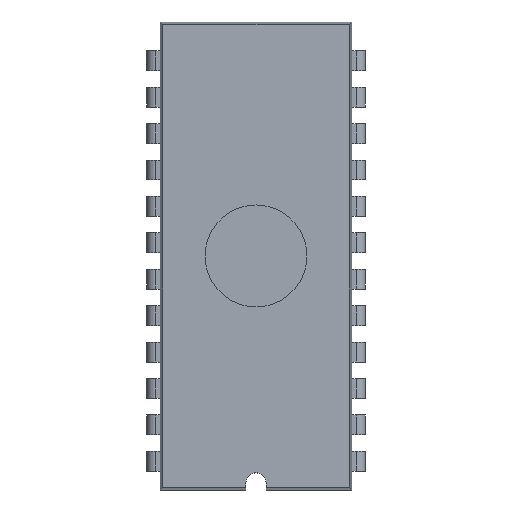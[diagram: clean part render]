
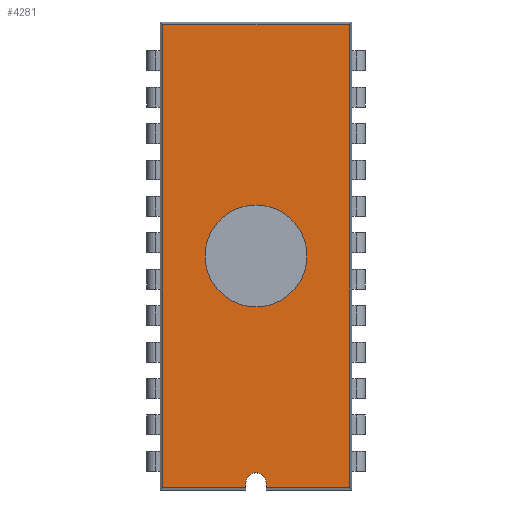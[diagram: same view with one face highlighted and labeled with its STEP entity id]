
A CAD part, top view. The second image highlights one B-rep face of the part: STEP entity #4281.
In plain terms, the highlighted planar face has unit normal (0, 0, 1).
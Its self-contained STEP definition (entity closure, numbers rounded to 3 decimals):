
#35 = DIRECTION ( 'NONE',  ( 0., 0., -1. ) ) ;
#89 = CARTESIAN_POINT ( 'NONE',  ( 0.7, -16.14, 5.72 ) ) ;
#117 = VECTOR ( 'NONE', #9740, 1000. ) ;
#327 = FACE_OUTER_BOUND ( 'NONE', #11297, .T. ) ;
#392 = DIRECTION ( 'NONE',  ( 0., -1., 0. ) ) ;
#398 = VERTEX_POINT ( 'NONE', #7179 ) ;
#464 = CARTESIAN_POINT ( 'NONE',  ( 6.5, 16.32, 5.72 ) ) ;
#473 = VECTOR ( 'NONE', #11571, 1000. ) ;
#547 = CARTESIAN_POINT ( 'NONE',  ( -6.5, -16.14, 5.72 ) ) ;
#786 = DIRECTION ( 'NONE',  ( 1., 0., 0. ) ) ;
#1077 = LINE ( 'NONE', #4685, #5943 ) ;
#1129 = VERTEX_POINT ( 'NONE', #3481 ) ;
#1149 = VERTEX_POINT ( 'NONE', #11248 ) ;
#1245 = ORIENTED_EDGE ( 'NONE', *, *, #11449, .F. ) ;
#1535 = VERTEX_POINT ( 'NONE', #4100 ) ;
#1557 = LINE ( 'NONE', #464, #3723 ) ;
#1669 = DIRECTION ( 'NONE',  ( 0., 0., 1. ) ) ;
#1680 = CARTESIAN_POINT ( 'NONE',  ( 0., 0., 5.72 ) ) ;
#2145 = FACE_BOUND ( 'NONE', #2309, .T. ) ;
#2309 = EDGE_LOOP ( 'NONE', ( #5359, #5809 ) ) ;
#2576 = DIRECTION ( 'NONE',  ( 0., 0., 1. ) ) ;
#2741 = CIRCLE ( 'NONE', #11102, 0.7 ) ;
#2760 = VECTOR ( 'NONE', #12003, 1000. ) ;
#3009 = VECTOR ( 'NONE', #7602, 1000. ) ;
#3163 = AXIS2_PLACEMENT_3D ( 'NONE', #4102, #10951, #11847 ) ;
#3244 = LINE ( 'NONE', #10359, #6745 ) ;
#3290 = EDGE_CURVE ( 'NONE', #398, #4893, #10458, .T. ) ;
#3481 = CARTESIAN_POINT ( 'NONE',  ( -0.7, -16.14, 5.72 ) ) ;
#3527 = EDGE_CURVE ( 'NONE', #6815, #1535, #1557, .T. ) ;
#3723 = VECTOR ( 'NONE', #392, 1000. ) ;
#3969 = AXIS2_PLACEMENT_3D ( 'NONE', #1680, #2576, #6460 ) ;
#3992 = VERTEX_POINT ( 'NONE', #89 ) ;
#4100 = CARTESIAN_POINT ( 'NONE',  ( 6.5, -16.14, 5.72 ) ) ;
#4102 = CARTESIAN_POINT ( 'NONE',  ( 0., 0., 5.72 ) ) ;
#4281 = ADVANCED_FACE ( 'NONE', ( #2145, #327 ), #8943, .T. ) ;
#4531 = CARTESIAN_POINT ( 'NONE',  ( -0.7, -15.82, 5.72 ) ) ;
#4685 = CARTESIAN_POINT ( 'NONE',  ( -0.7, -16.32, 5.72 ) ) ;
#4737 = EDGE_CURVE ( 'NONE', #8315, #1129, #12229, .T. ) ;
#4744 = VERTEX_POINT ( 'NONE', #6547 ) ;
#4893 = VERTEX_POINT ( 'NONE', #10645 ) ;
#4930 = EDGE_CURVE ( 'NONE', #7976, #1149, #2741, .T. ) ;
#5353 = LINE ( 'NONE', #9139, #2760 ) ;
#5359 = ORIENTED_EDGE ( 'NONE', *, *, #3290, .F. ) ;
#5510 = ORIENTED_EDGE ( 'NONE', *, *, #10781, .T. ) ;
#5536 = CARTESIAN_POINT ( 'NONE',  ( 6.5, 16.14, 5.72 ) ) ;
#5537 = CARTESIAN_POINT ( 'NONE',  ( -6.68, -16.14, 5.72 ) ) ;
#5809 = ORIENTED_EDGE ( 'NONE', *, *, #10036, .F. ) ;
#5874 = CARTESIAN_POINT ( 'NONE',  ( 0., -15.82, 5.72 ) ) ;
#5911 = DIRECTION ( 'NONE',  ( -1., 0., 0. ) ) ;
#5943 = VECTOR ( 'NONE', #6410, 1000. ) ;
#6410 = DIRECTION ( 'NONE',  ( 0., 1., 0. ) ) ;
#6460 = DIRECTION ( 'NONE',  ( 1., 0., 0. ) ) ;
#6547 = CARTESIAN_POINT ( 'NONE',  ( -6.5, 16.14, 5.72 ) ) ;
#6745 = VECTOR ( 'NONE', #9420, 1000. ) ;
#6815 = VERTEX_POINT ( 'NONE', #5536 ) ;
#7105 = ORIENTED_EDGE ( 'NONE', *, *, #3527, .F. ) ;
#7179 = CARTESIAN_POINT ( 'NONE',  ( -3.556, 0., 5.72 ) ) ;
#7459 = ORIENTED_EDGE ( 'NONE', *, *, #7955, .T. ) ;
#7602 = DIRECTION ( 'NONE',  ( 0., -1., 0. ) ) ;
#7891 = LINE ( 'NONE', #12515, #117 ) ;
#7955 = EDGE_CURVE ( 'NONE', #1149, #3992, #3244, .T. ) ;
#7976 = VERTEX_POINT ( 'NONE', #4531 ) ;
#8207 = LINE ( 'NONE', #10570, #3009 ) ;
#8315 = VERTEX_POINT ( 'NONE', #547 ) ;
#8545 = CIRCLE ( 'NONE', #3163, 3.556 ) ;
#8850 = EDGE_CURVE ( 'NONE', #3992, #1535, #5353, .T. ) ;
#8943 = PLANE ( 'NONE',  #11596 ) ;
#9132 = EDGE_CURVE ( 'NONE', #1129, #7976, #1077, .T. ) ;
#9139 = CARTESIAN_POINT ( 'NONE',  ( -6.68, -16.14, 5.72 ) ) ;
#9370 = ORIENTED_EDGE ( 'NONE', *, *, #9132, .T. ) ;
#9420 = DIRECTION ( 'NONE',  ( 0., -1., 0. ) ) ;
#9556 = CARTESIAN_POINT ( 'NONE',  ( 6.5, 16.32, 5.72 ) ) ;
#9740 = DIRECTION ( 'NONE',  ( 1., 0., 0. ) ) ;
#9862 = ORIENTED_EDGE ( 'NONE', *, *, #4930, .T. ) ;
#10036 = EDGE_CURVE ( 'NONE', #4893, #398, #8545, .T. ) ;
#10359 = CARTESIAN_POINT ( 'NONE',  ( 0.7, -15.82, 5.72 ) ) ;
#10458 = CIRCLE ( 'NONE', #3969, 3.556 ) ;
#10570 = CARTESIAN_POINT ( 'NONE',  ( -6.5, 16.32, 5.72 ) ) ;
#10645 = CARTESIAN_POINT ( 'NONE',  ( 3.556, 0., 5.72 ) ) ;
#10781 = EDGE_CURVE ( 'NONE', #4744, #8315, #8207, .T. ) ;
#10792 = ORIENTED_EDGE ( 'NONE', *, *, #8850, .T. ) ;
#10951 = DIRECTION ( 'NONE',  ( 0., 0., 1. ) ) ;
#11102 = AXIS2_PLACEMENT_3D ( 'NONE', #5874, #35, #5911 ) ;
#11161 = ORIENTED_EDGE ( 'NONE', *, *, #4737, .T. ) ;
#11248 = CARTESIAN_POINT ( 'NONE',  ( 0.7, -15.82, 5.72 ) ) ;
#11297 = EDGE_LOOP ( 'NONE', ( #11161, #9370, #9862, #7459, #10792, #7105, #1245, #5510 ) ) ;
#11449 = EDGE_CURVE ( 'NONE', #4744, #6815, #7891, .T. ) ;
#11571 = DIRECTION ( 'NONE',  ( 1., 0., 0. ) ) ;
#11596 = AXIS2_PLACEMENT_3D ( 'NONE', #9556, #1669, #786 ) ;
#11847 = DIRECTION ( 'NONE',  ( 1., 0., 0. ) ) ;
#12003 = DIRECTION ( 'NONE',  ( 1., 0., 0. ) ) ;
#12229 = LINE ( 'NONE', #5537, #473 ) ;
#12515 = CARTESIAN_POINT ( 'NONE',  ( -6.68, 16.14, 5.72 ) ) ;
